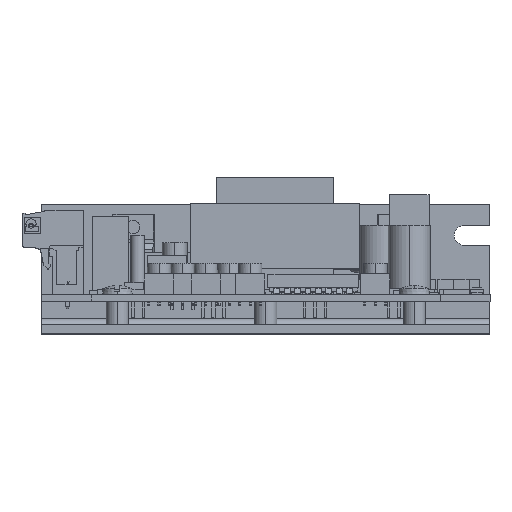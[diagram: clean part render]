
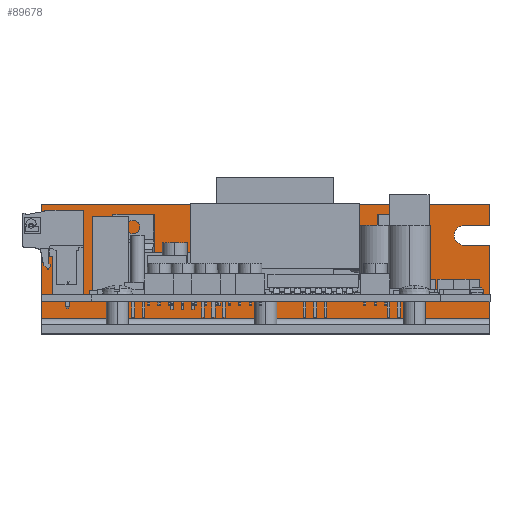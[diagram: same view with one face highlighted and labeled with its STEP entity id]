
A CAD part, top view. The second image highlights one B-rep face of the part: STEP entity #89678.
In plain terms, the highlighted planar face has unit normal (0, 0, 1).
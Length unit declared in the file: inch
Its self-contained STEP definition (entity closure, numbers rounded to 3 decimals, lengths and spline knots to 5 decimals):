
#48 = AXIS2_PLACEMENT_3D ( 'NONE', #29738, #88075, #38164 ) ;
#351 = DIRECTION ( 'NONE',  ( -1., 0., 0. ) ) ;
#938 = EDGE_LOOP ( 'NONE', ( #82404, #95297 ) ) ;
#1262 = DIRECTION ( 'NONE',  ( 0., 0., 1. ) ) ;
#5064 = CIRCLE ( 'NONE', #66862, 0.094 ) ;
#5242 = VERTEX_POINT ( 'NONE', #69692 ) ;
#6142 = ORIENTED_EDGE ( 'NONE', *, *, #22671, .F. ) ;
#7624 = EDGE_CURVE ( 'NONE', #97141, #57074, #84665, .T. ) ;
#8282 = EDGE_CURVE ( 'NONE', #86678, #66525, #5064, .T. ) ;
#9656 = CARTESIAN_POINT ( 'NONE',  ( 0., 0.09, -3.55 ) ) ;
#10409 = EDGE_CURVE ( 'NONE', #5242, #55002, #47599, .T. ) ;
#11064 = VERTEX_POINT ( 'NONE', #38022 ) ;
#11199 = CARTESIAN_POINT ( 'NONE',  ( 4.3, 0.856, -3.55 ) ) ;
#12420 = CARTESIAN_POINT ( 'NONE',  ( 4.05, 0.856, -3.55 ) ) ;
#15237 = DIRECTION ( 'NONE',  ( 1., 0., 0. ) ) ;
#15508 = VERTEX_POINT ( 'NONE', #79251 ) ;
#15620 = VECTOR ( 'NONE', #107471, 39.37008 ) ;
#18020 = DIRECTION ( 'NONE',  ( 0., -1., 0. ) ) ;
#18026 = LINE ( 'NONE', #50262, #59763 ) ;
#19475 = ORIENTED_EDGE ( 'NONE', *, *, #40503, .T. ) ;
#20168 = PLANE ( 'NONE',  #62785 ) ;
#20224 = EDGE_CURVE ( 'NONE', #15508, #28604, #72865, .T. ) ;
#20327 = CARTESIAN_POINT ( 'NONE',  ( 0., 1.25, -3.55 ) ) ;
#20684 = CARTESIAN_POINT ( 'NONE',  ( 4.05, 0.95, -3.55 ) ) ;
#21370 = VERTEX_POINT ( 'NONE', #20327 ) ;
#21587 = DIRECTION ( 'NONE',  ( 0., -1., 0. ) ) ;
#21611 = CARTESIAN_POINT ( 'NONE',  ( 3.02, 0.66, -3.55 ) ) ;
#22046 = VERTEX_POINT ( 'NONE', #31447 ) ;
#22150 = ORIENTED_EDGE ( 'NONE', *, *, #20224, .F. ) ;
#22462 = CARTESIAN_POINT ( 'NONE',  ( 4.3, 1.25, -3.55 ) ) ;
#22671 = EDGE_CURVE ( 'NONE', #73910, #32431, #99777, .T. ) ;
#23347 = ORIENTED_EDGE ( 'NONE', *, *, #10409, .T. ) ;
#24881 = DIRECTION ( 'NONE',  ( 0., 0., 1. ) ) ;
#27382 = ORIENTED_EDGE ( 'NONE', *, *, #48641, .T. ) ;
#28525 = DIRECTION ( 'NONE',  ( 1., 0., 0. ) ) ;
#28604 = VERTEX_POINT ( 'NONE', #44155 ) ;
#29030 = DIRECTION ( 'NONE',  ( -1., 0., 0. ) ) ;
#29738 = CARTESIAN_POINT ( 'NONE',  ( 1.26, 0.66, -3.55 ) ) ;
#29927 = DIRECTION ( 'NONE',  ( 1., 0., 0. ) ) ;
#31447 = CARTESIAN_POINT ( 'NONE',  ( 4.05, 1.044, -3.55 ) ) ;
#31722 = CARTESIAN_POINT ( 'NONE',  ( 4.3, 0.15, -3.55 ) ) ;
#32431 = VERTEX_POINT ( 'NONE', #107228 ) ;
#37633 = EDGE_CURVE ( 'NONE', #94773, #32431, #102079, .T. ) ;
#37755 = LINE ( 'NONE', #98708, #15620 ) ;
#37793 = CARTESIAN_POINT ( 'NONE',  ( 4.3, 0.09, -3.55 ) ) ;
#38022 = CARTESIAN_POINT ( 'NONE',  ( 1.18525, 0.66, -3.55 ) ) ;
#38164 = DIRECTION ( 'NONE',  ( 1., 0., 0. ) ) ;
#38773 = EDGE_CURVE ( 'NONE', #11064, #85302, #80982, .T. ) ;
#40375 = CIRCLE ( 'NONE', #50843, 0.07475 ) ;
#40503 = EDGE_CURVE ( 'NONE', #55002, #21370, #71509, .T. ) ;
#42392 = FACE_BOUND ( 'NONE', #67585, .T. ) ;
#44155 = CARTESIAN_POINT ( 'NONE',  ( 2.94525, 0.66, -3.55 ) ) ;
#44329 = EDGE_CURVE ( 'NONE', #22046, #97141, #57866, .T. ) ;
#44976 = VECTOR ( 'NONE', #79703, 39.37008 ) ;
#46044 = DIRECTION ( 'NONE',  ( 0., 0., 1. ) ) ;
#46312 = CARTESIAN_POINT ( 'NONE',  ( 0., 0.09, -3.55 ) ) ;
#46324 = ORIENTED_EDGE ( 'NONE', *, *, #48775, .F. ) ;
#46435 = DIRECTION ( 'NONE',  ( 0., 0., 1. ) ) ;
#47320 = CARTESIAN_POINT ( 'NONE',  ( 0.25, 1.044, -3.55 ) ) ;
#47599 = LINE ( 'NONE', #37793, #44976 ) ;
#48641 = EDGE_CURVE ( 'NONE', #21370, #81166, #96078, .T. ) ;
#48775 = EDGE_CURVE ( 'NONE', #94773, #86678, #55655, .T. ) ;
#48882 = DIRECTION ( 'NONE',  ( -1., 0., 0. ) ) ;
#49286 = VECTOR ( 'NONE', #89114, 39.37008 ) ;
#50262 = CARTESIAN_POINT ( 'NONE',  ( 0., 1.044, -3.55 ) ) ;
#50843 = AXIS2_PLACEMENT_3D ( 'NONE', #96350, #46435, #104741 ) ;
#51184 = CARTESIAN_POINT ( 'NONE',  ( 0.25, 0.95, -3.55 ) ) ;
#53673 = CARTESIAN_POINT ( 'NONE',  ( 4.3, 1.25, -3.55 ) ) ;
#55002 = VERTEX_POINT ( 'NONE', #53673 ) ;
#55172 = AXIS2_PLACEMENT_3D ( 'NONE', #95967, #46044, #104363 ) ;
#55655 = LINE ( 'NONE', #81028, #97355 ) ;
#55930 = ORIENTED_EDGE ( 'NONE', *, *, #101776, .F. ) ;
#57074 = VERTEX_POINT ( 'NONE', #11199 ) ;
#57181 = ORIENTED_EDGE ( 'NONE', *, *, #89815, .F. ) ;
#57644 = CIRCLE ( 'NONE', #76560, 0.094 ) ;
#57789 = VECTOR ( 'NONE', #21587, 39.37008 ) ;
#57866 = CIRCLE ( 'NONE', #88492, 0.094 ) ;
#59580 = DIRECTION ( 'NONE',  ( 1., 0., 0. ) ) ;
#59737 = ORIENTED_EDGE ( 'NONE', *, *, #73430, .F. ) ;
#59763 = VECTOR ( 'NONE', #351, 39.37008 ) ;
#62016 = FACE_OUTER_BOUND ( 'NONE', #72504, .T. ) ;
#62785 = AXIS2_PLACEMENT_3D ( 'NONE', #103234, #78450, #28525 ) ;
#63231 = EDGE_CURVE ( 'NONE', #85302, #11064, #40375, .T. ) ;
#63786 = CARTESIAN_POINT ( 'NONE',  ( 4.3, 0.15, -3.55 ) ) ;
#64157 = EDGE_CURVE ( 'NONE', #79637, #81166, #18026, .T. ) ;
#66525 = VERTEX_POINT ( 'NONE', #104589 ) ;
#66862 = AXIS2_PLACEMENT_3D ( 'NONE', #74856, #24881, #83147 ) ;
#67025 = ORIENTED_EDGE ( 'NONE', *, *, #8282, .F. ) ;
#67585 = EDGE_LOOP ( 'NONE', ( #57181, #22150 ) ) ;
#69692 = CARTESIAN_POINT ( 'NONE',  ( 4.3, 1.044, -3.55 ) ) ;
#71509 = LINE ( 'NONE', #22462, #49286 ) ;
#71514 = CARTESIAN_POINT ( 'NONE',  ( 1.33475, 0.66, -3.55 ) ) ;
#72225 = VECTOR ( 'NONE', #48882, 39.37008 ) ;
#72504 = EDGE_LOOP ( 'NONE', ( #104292, #55930, #67025, #46324, #98597, #6142, #101195, #75220, #107902, #59737, #23347, #19475, #27382 ) ) ;
#72865 = CIRCLE ( 'NONE', #55172, 0.07475 ) ;
#73430 = EDGE_CURVE ( 'NONE', #5242, #22046, #94347, .T. ) ;
#73703 = DIRECTION ( 'NONE',  ( -1., 0., 0. ) ) ;
#73910 = VERTEX_POINT ( 'NONE', #63786 ) ;
#74856 = CARTESIAN_POINT ( 'NONE',  ( 0.25, 0.95, -3.55 ) ) ;
#75055 = VECTOR ( 'NONE', #73703, 39.37008 ) ;
#75220 = ORIENTED_EDGE ( 'NONE', *, *, #7624, .F. ) ;
#75654 = EDGE_CURVE ( 'NONE', #73910, #57074, #37755, .T. ) ;
#76560 = AXIS2_PLACEMENT_3D ( 'NONE', #51184, #1262, #59580 ) ;
#78450 = DIRECTION ( 'NONE',  ( 0., 0., 1. ) ) ;
#78971 = DIRECTION ( 'NONE',  ( 0., 0., 1. ) ) ;
#79251 = CARTESIAN_POINT ( 'NONE',  ( 3.09475, 0.66, -3.55 ) ) ;
#79501 = AXIS2_PLACEMENT_3D ( 'NONE', #21611, #79894, #29927 ) ;
#79637 = VERTEX_POINT ( 'NONE', #47320 ) ;
#79703 = DIRECTION ( 'NONE',  ( 0., 1., 0. ) ) ;
#79894 = DIRECTION ( 'NONE',  ( 0., 0., 1. ) ) ;
#80982 = CIRCLE ( 'NONE', #48, 0.07475 ) ;
#81028 = CARTESIAN_POINT ( 'NONE',  ( 0., 0.856, -3.55 ) ) ;
#81166 = VERTEX_POINT ( 'NONE', #81977 ) ;
#81509 = CARTESIAN_POINT ( 'NONE',  ( 4.3, 0.856, -3.55 ) ) ;
#81977 = CARTESIAN_POINT ( 'NONE',  ( 0., 1.044, -3.55 ) ) ;
#82085 = VECTOR ( 'NONE', #15237, 39.37008 ) ;
#82404 = ORIENTED_EDGE ( 'NONE', *, *, #38773, .F. ) ;
#83147 = DIRECTION ( 'NONE',  ( 1., 0., 0. ) ) ;
#84665 = LINE ( 'NONE', #81509, #82085 ) ;
#85302 = VERTEX_POINT ( 'NONE', #71514 ) ;
#86678 = VERTEX_POINT ( 'NONE', #94120 ) ;
#88075 = DIRECTION ( 'NONE',  ( 0., 0., 1. ) ) ;
#88492 = AXIS2_PLACEMENT_3D ( 'NONE', #20684, #78971, #29030 ) ;
#89114 = DIRECTION ( 'NONE',  ( -1., 0., 0. ) ) ;
#89385 = DIRECTION ( 'NONE',  ( 1., 0., 0. ) ) ;
#89678 = ADVANCED_FACE ( 'NONE', ( #103702, #42392, #62016 ), #20168, .T. ) ;
#89815 = EDGE_CURVE ( 'NONE', #28604, #15508, #95847, .T. ) ;
#94120 = CARTESIAN_POINT ( 'NONE',  ( 0.25, 0.856, -3.55 ) ) ;
#94347 = LINE ( 'NONE', #98781, #72225 ) ;
#94773 = VERTEX_POINT ( 'NONE', #97639 ) ;
#95297 = ORIENTED_EDGE ( 'NONE', *, *, #63231, .F. ) ;
#95847 = CIRCLE ( 'NONE', #79501, 0.07475 ) ;
#95967 = CARTESIAN_POINT ( 'NONE',  ( 3.02, 0.66, -3.55 ) ) ;
#96078 = LINE ( 'NONE', #9656, #107804 ) ;
#96350 = CARTESIAN_POINT ( 'NONE',  ( 1.26, 0.66, -3.55 ) ) ;
#97141 = VERTEX_POINT ( 'NONE', #12420 ) ;
#97355 = VECTOR ( 'NONE', #89385, 39.37008 ) ;
#97639 = CARTESIAN_POINT ( 'NONE',  ( 0., 0.856, -3.55 ) ) ;
#98597 = ORIENTED_EDGE ( 'NONE', *, *, #37633, .T. ) ;
#98708 = CARTESIAN_POINT ( 'NONE',  ( 4.3, 0.09, -3.55 ) ) ;
#98781 = CARTESIAN_POINT ( 'NONE',  ( 4.3, 1.044, -3.55 ) ) ;
#99777 = LINE ( 'NONE', #31722, #75055 ) ;
#101195 = ORIENTED_EDGE ( 'NONE', *, *, #75654, .T. ) ;
#101776 = EDGE_CURVE ( 'NONE', #66525, #79637, #57644, .T. ) ;
#102079 = LINE ( 'NONE', #46312, #57789 ) ;
#103234 = CARTESIAN_POINT ( 'NONE',  ( 4.3, 0.09, -3.55 ) ) ;
#103702 = FACE_BOUND ( 'NONE', #938, .T. ) ;
#104292 = ORIENTED_EDGE ( 'NONE', *, *, #64157, .F. ) ;
#104363 = DIRECTION ( 'NONE',  ( 1., 0., 0. ) ) ;
#104589 = CARTESIAN_POINT ( 'NONE',  ( 0.344, 0.95, -3.55 ) ) ;
#104741 = DIRECTION ( 'NONE',  ( 1., 0., 0. ) ) ;
#107228 = CARTESIAN_POINT ( 'NONE',  ( 0., 0.15, -3.55 ) ) ;
#107471 = DIRECTION ( 'NONE',  ( 0., 1., 0. ) ) ;
#107804 = VECTOR ( 'NONE', #18020, 39.37008 ) ;
#107902 = ORIENTED_EDGE ( 'NONE', *, *, #44329, .F. ) ;
